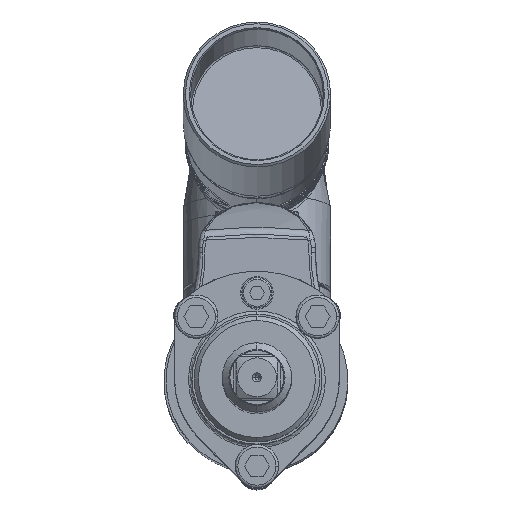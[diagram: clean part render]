
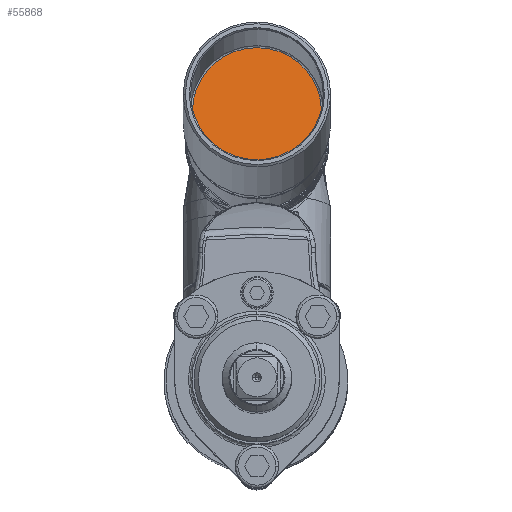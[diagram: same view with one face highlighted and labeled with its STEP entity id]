
A CAD part, top view. The second image highlights one B-rep face of the part: STEP entity #55868.
In plain terms, the highlighted planar face has unit normal (0, 0.174, 0.985).
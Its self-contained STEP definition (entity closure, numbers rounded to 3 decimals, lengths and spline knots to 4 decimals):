
#19061=CARTESIAN_POINT('',(0.,2.4604,-6.2556));
#19062=DIRECTION('',(0.,0.174,0.985));
#19063=DIRECTION('',(-1.,0.,0.));
#19064=AXIS2_PLACEMENT_3D('',#19061,#19062,#19063);
#19066=CARTESIAN_POINT('',(0.,2.4604,-6.2556));
#19067=DIRECTION('',(0.,0.174,0.985));
#19068=DIRECTION('',(1.,0.,0.));
#19069=AXIS2_PLACEMENT_3D('',#19066,#19067,#19068);
#27089=CARTESIAN_POINT('',(-0.5866,2.4604,
-6.2556));
#27090=CARTESIAN_POINT('',(0.5866,2.4604,
-6.2556));
#27091=VERTEX_POINT('',#27089);
#27092=VERTEX_POINT('',#27090);
#55859=CARTESIAN_POINT('',(0.,2.4604,-6.2556));
#55860=DIRECTION('',(0.,-0.174,-0.985));
#55861=DIRECTION('',(-1.,0.,0.));
#55862=AXIS2_PLACEMENT_3D('',#55859,#55860,#55861);
#55863=PLANE('',#55862);
#55864=ORIENTED_EDGE('',*,*,#55839,.F.);
#55865=ORIENTED_EDGE('',*,*,#55853,.F.);
#55866=EDGE_LOOP('',(#55864,#55865));
#55867=FACE_OUTER_BOUND('',#55866,.F.);
#19065=CIRCLE('',#19064,0.5866);
#19070=CIRCLE('',#19069,0.5866);
#55839=EDGE_CURVE('',#27091,#27092,#19065,.T.);
#55853=EDGE_CURVE('',#27092,#27091,#19070,.T.);
#55868=ADVANCED_FACE('',(#55867),#55863,.F.);
